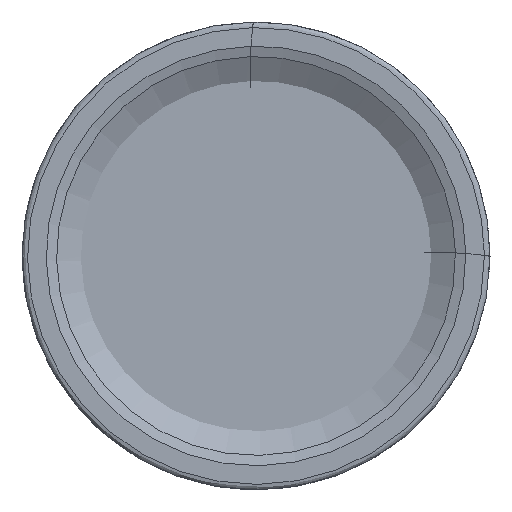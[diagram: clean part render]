
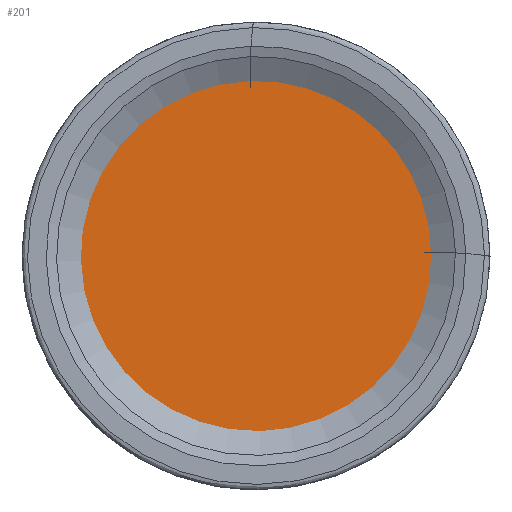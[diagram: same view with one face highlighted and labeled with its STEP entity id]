
A CAD part, left-side view. The second image highlights one B-rep face of the part: STEP entity #201.
In plain terms, the highlighted planar face has unit normal (-1, 0, 0).
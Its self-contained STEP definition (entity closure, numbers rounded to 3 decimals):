
#201=ADVANCED_FACE('',(#231),#229,.F.);
#229=PLANE('',#671);
#231=FACE_OUTER_BOUND('',#299,.T.);
#299=EDGE_LOOP('',(#367));
#367=ORIENTED_EDGE('',*,*,#531,.T.);
#485=VERTEX_POINT('',#937);
#531=EDGE_CURVE('',#485,#485,#601,.T.);
#601=CIRCLE('',#669,13.034);
#669=AXIS2_PLACEMENT_3D('',#936,#788,#789);
#671=AXIS2_PLACEMENT_3D('',#939,#792,#793);
#788=DIRECTION('',(-1.,0.,0.));
#789=DIRECTION('',(0.,0.,1.));
#792=DIRECTION('',(1.,0.,0.));
#793=DIRECTION('',(0.,0.,-1.));
#936=CARTESIAN_POINT('',(1.2,0.,0.));
#937=CARTESIAN_POINT('',(1.2,0.,13.034));
#939=CARTESIAN_POINT('',(1.2,13.034,0.));
